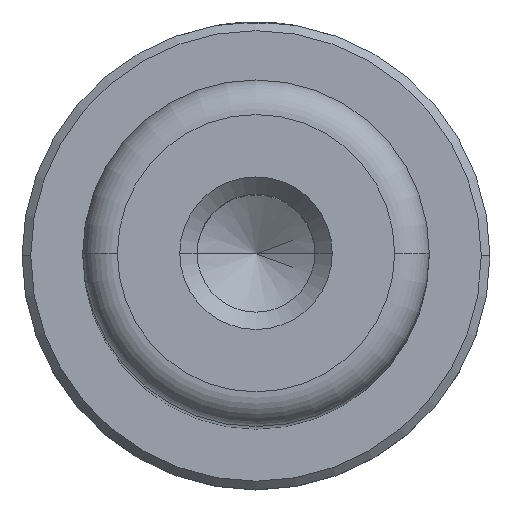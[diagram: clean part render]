
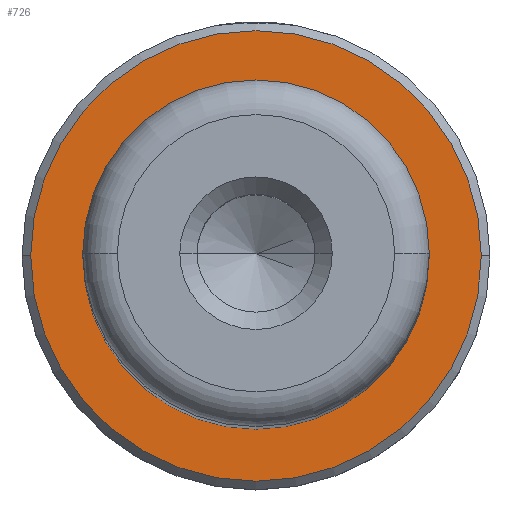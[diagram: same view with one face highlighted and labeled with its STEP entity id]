
A CAD part, top view. The second image highlights one B-rep face of the part: STEP entity #726.
In plain terms, the highlighted planar face has unit normal (0, 0, 1).
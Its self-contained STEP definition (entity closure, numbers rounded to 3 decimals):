
#122 = CARTESIAN_POINT ( 'NONE',  ( -13., 0., 18. ) ) ;
#124 = EDGE_LOOP ( 'NONE', ( #314, #1656 ) ) ;
#150 = DIRECTION ( 'NONE',  ( 1., 0., 0. ) ) ;
#157 = DIRECTION ( 'NONE',  ( 0., 0., 1. ) ) ;
#165 = CARTESIAN_POINT ( 'NONE',  ( 0., 0., 18. ) ) ;
#203 = EDGE_LOOP ( 'NONE', ( #916, #1411 ) ) ;
#257 = VERTEX_POINT ( 'NONE', #1320 ) ;
#260 = VERTEX_POINT ( 'NONE', #1378 ) ;
#314 = ORIENTED_EDGE ( 'NONE', *, *, #1371, .T. ) ;
#362 = DIRECTION ( 'NONE',  ( 0., 0., -1. ) ) ;
#374 = CIRCLE ( 'NONE', #1403, 13. ) ;
#394 = AXIS2_PLACEMENT_3D ( 'NONE', #792, #1897, #950 ) ;
#544 = EDGE_CURVE ( 'NONE', #1653, #857, #374, .T. ) ;
#610 = DIRECTION ( 'NONE',  ( 0., 0., -1. ) ) ;
#611 = AXIS2_PLACEMENT_3D ( 'NONE', #1498, #1743, #1405 ) ;
#643 = FACE_BOUND ( 'NONE', #203, .T. ) ;
#709 = AXIS2_PLACEMENT_3D ( 'NONE', #1304, #362, #1467 ) ;
#726 = ADVANCED_FACE ( 'NONE', ( #1157, #643 ), #1422, .T. ) ;
#751 = CIRCLE ( 'NONE', #394, 13. ) ;
#792 = CARTESIAN_POINT ( 'NONE',  ( 0., 0., 18. ) ) ;
#833 = CIRCLE ( 'NONE', #709, 9.5 ) ;
#857 = VERTEX_POINT ( 'NONE', #122 ) ;
#916 = ORIENTED_EDGE ( 'NONE', *, *, #1546, .T. ) ;
#950 = DIRECTION ( 'NONE',  ( 1., 0., 0. ) ) ;
#1157 = FACE_OUTER_BOUND ( 'NONE', #124, .T. ) ;
#1304 = CARTESIAN_POINT ( 'NONE',  ( 0., 0., 18. ) ) ;
#1311 = EDGE_CURVE ( 'NONE', #260, #257, #2020, .T. ) ;
#1318 = CARTESIAN_POINT ( 'NONE',  ( 13., 0., 18. ) ) ;
#1320 = CARTESIAN_POINT ( 'NONE',  ( -9.5, 0., 18. ) ) ;
#1371 = EDGE_CURVE ( 'NONE', #857, #1653, #751, .T. ) ;
#1378 = CARTESIAN_POINT ( 'NONE',  ( 9.5, 0., 18. ) ) ;
#1403 = AXIS2_PLACEMENT_3D ( 'NONE', #165, #157, #150 ) ;
#1405 = DIRECTION ( 'NONE',  ( 1., 0., 0. ) ) ;
#1411 = ORIENTED_EDGE ( 'NONE', *, *, #1311, .T. ) ;
#1422 = PLANE ( 'NONE',  #611 ) ;
#1467 = DIRECTION ( 'NONE',  ( -1., 0., 0. ) ) ;
#1498 = CARTESIAN_POINT ( 'NONE',  ( 0., 0., 18. ) ) ;
#1546 = EDGE_CURVE ( 'NONE', #257, #260, #833, .T. ) ;
#1547 = CARTESIAN_POINT ( 'NONE',  ( 0., 0., 18. ) ) ;
#1653 = VERTEX_POINT ( 'NONE', #1318 ) ;
#1656 = ORIENTED_EDGE ( 'NONE', *, *, #544, .T. ) ;
#1703 = AXIS2_PLACEMENT_3D ( 'NONE', #1547, #610, #1720 ) ;
#1720 = DIRECTION ( 'NONE',  ( -1., 0., 0. ) ) ;
#1743 = DIRECTION ( 'NONE',  ( 0., 0., 1. ) ) ;
#1897 = DIRECTION ( 'NONE',  ( 0., 0., 1. ) ) ;
#2020 = CIRCLE ( 'NONE', #1703, 9.5 ) ;
